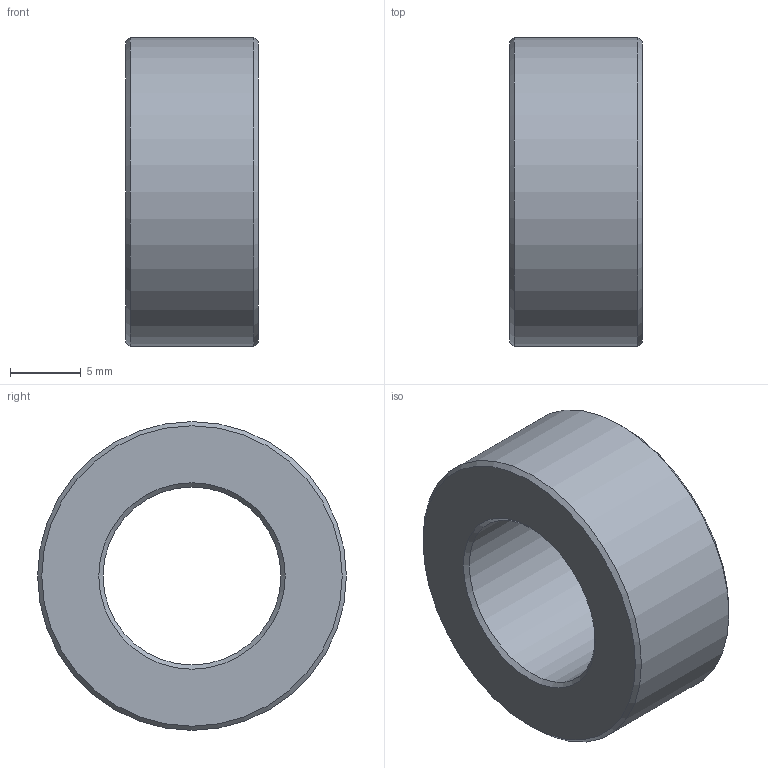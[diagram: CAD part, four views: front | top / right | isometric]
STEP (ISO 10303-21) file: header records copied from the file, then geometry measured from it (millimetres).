
FILE_DESCRIPTION(('FreeCAD Model'),'2;1');
FILE_NAME('Open CASCADE Shape Model','2024-03-27T15:46:00',(''),(''), 'Open CASCADE STEP processor 7.6','FreeCAD','Unknown');
FILE_SCHEMA(('AUTOMOTIVE_DESIGN { 1 0 10303 214 1 1 1 1 }'));
Length unit declared in the file: millimetre
Products named in the file (1): Spacer BUD FRE PLN BU01.75x00.75 - SPN-SPR-0260 (stemfie.org)
Bounding box: 9.38 x 21.88 x 21.88 mm (x, y, z)
Volume: 2344.6 mm3; surface area: 1480 mm2
Topology: 1 solids, 1 shells, 460 faces, 1271 edges, 846 vertices
Faces by surface type: plane 302, extrusion 152, cone 4, cylinder 2
Full cylindrical faces by diameter (mm): 12.6 x1, 21.875 x1
Entity records: 14681 total; most frequent: CARTESIAN_POINT 3490, ORIENTED_EDGE 2542, DIRECTION 1745, EDGE_CURVE 1271, VECTOR 1111, LINE 959, VERTEX_POINT 846, FACE_BOUND 495
